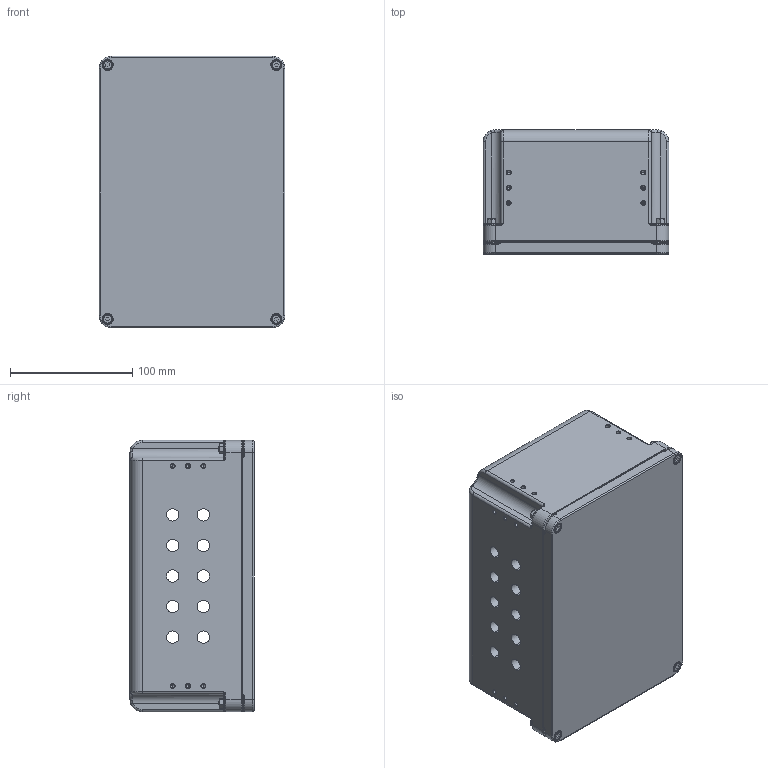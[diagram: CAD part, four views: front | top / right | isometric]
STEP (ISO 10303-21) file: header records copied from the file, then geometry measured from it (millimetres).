
FILE_DESCRIPTION (( 'STEP AP203' ), '1' );
FILE_NAME ('源組勤俋俋夤SLDPRT.STEP', '2025-02-17T08:03:01', ( '' ), ( '' ), 'SwSTEP 2.0', 'SolidWorks 2022', '' );
FILE_SCHEMA (( 'CONFIG_CONTROL_DESIGN' ));
Length unit declared in the file: millimetre
Products named in the file (1): 源組勤俋俋夤SLDPRT
Bounding box: 152 x 101.5 x 222 mm (x, y, z)
Volume: 1301801.9 mm3; surface area: 275479.5 mm2
Topology: 10 solids, 10 shells, 913 faces, 2116 edges, 1185 vertices
Faces by surface type: cylinder 335, cone 276, plane 162, torus 100, bspline 40
Entity records: 27029 total; most frequent: CARTESIAN_POINT 6507, DIRECTION 4600, ORIENTED_EDGE 4024, EDGE_CURVE 2012, AXIS2_PLACEMENT_3D 1874, VERTEX_POINT 1185, EDGE_LOOP 1043, CIRCLE 1000
